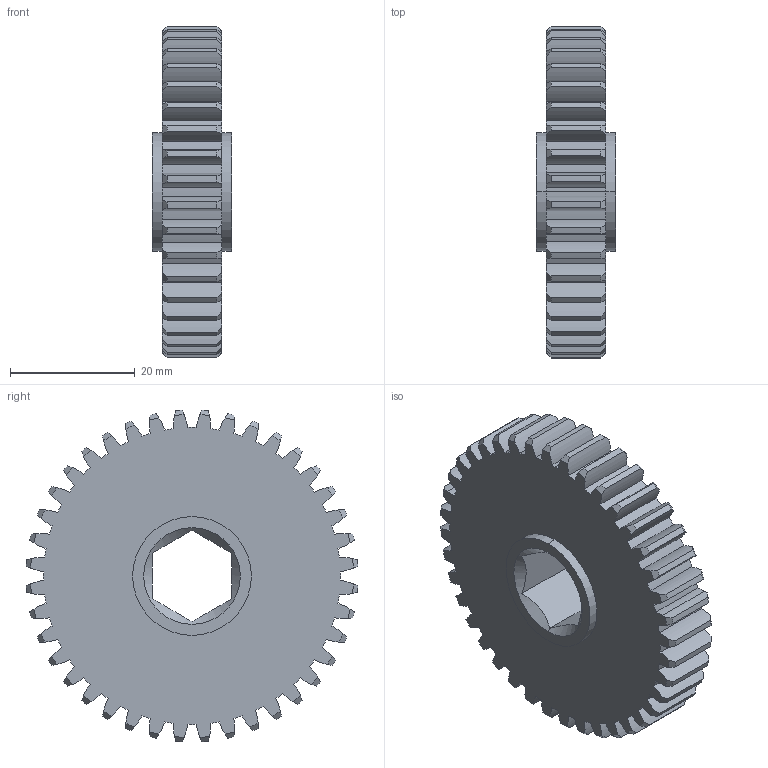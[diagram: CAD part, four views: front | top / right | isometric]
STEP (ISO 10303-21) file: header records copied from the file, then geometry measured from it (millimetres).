
FILE_DESCRIPTION (( 'STEP AP203' ), '1' );
FILE_NAME ('am-4710 40T 20DP 500hex 375 FW.STEP', '2022-05-23T16:47:27', ( '' ), ( '' ), 'SwSTEP 2.0', 'SolidWorks 2021', '' );
FILE_SCHEMA (( 'CONFIG_CONTROL_DESIGN' ));
Length unit declared in the file: inch
Products named in the file (1): am-4710 40T 20DP 500hex 375 FW
Bounding box: 12.7 x 53.24 x 53.24 mm (x, y, z)
Volume: 18005.2 mm3; surface area: 7480 mm2
Topology: 1 solids, 1 shells, 261 faces, 767 edges, 510 vertices
Faces by surface type: cylinder 167, cone 84, plane 10
Entity records: 9266 total; most frequent: CARTESIAN_POINT 2159, DIRECTION 1537, ORIENTED_EDGE 1534, EDGE_CURVE 767, AXIS2_PLACEMENT_3D 680, VERTEX_POINT 510, CIRCLE 418, EDGE_LOOP 265
